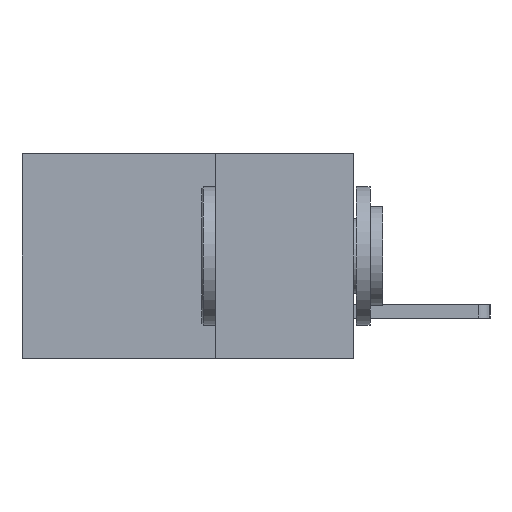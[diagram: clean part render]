
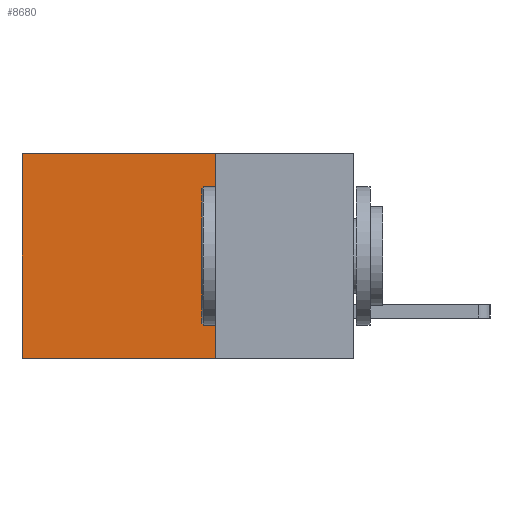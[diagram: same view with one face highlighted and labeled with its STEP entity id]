
A CAD part, left-side view. The second image highlights one B-rep face of the part: STEP entity #8680.
In plain terms, the highlighted planar face has unit normal (-1, 0, 0).
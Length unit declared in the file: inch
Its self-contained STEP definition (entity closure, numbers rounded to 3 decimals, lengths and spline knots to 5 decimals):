
#366 = VECTOR ( 'NONE', #8289, 39.37008 ) ;
#709 = ORIENTED_EDGE ( 'NONE', *, *, #3257, .F. ) ;
#1137 = CARTESIAN_POINT ( 'NONE',  ( 0.2875, 0.25, 0. ) ) ;
#1260 = EDGE_LOOP ( 'NONE', ( #12442, #709, #6639, #5141 ) ) ;
#1332 = LINE ( 'NONE', #2400, #4670 ) ;
#1519 = CARTESIAN_POINT ( 'NONE',  ( 0.2875, 0.6, -0.37 ) ) ;
#2162 = AXIS2_PLACEMENT_3D ( 'NONE', #5006, #4002, #3193 ) ;
#2400 = CARTESIAN_POINT ( 'NONE',  ( 0.2875, 0.6, 0. ) ) ;
#2802 = VECTOR ( 'NONE', #11359, 39.37008 ) ;
#3147 = EDGE_CURVE ( 'NONE', #6395, #12610, #8685, .T. ) ;
#3193 = DIRECTION ( 'NONE',  ( 0., 0., -1. ) ) ;
#3257 = EDGE_CURVE ( 'NONE', #12610, #8925, #5490, .T. ) ;
#3881 = FACE_OUTER_BOUND ( 'NONE', #1260, .T. ) ;
#4002 = DIRECTION ( 'NONE',  ( 1., 0., 0. ) ) ;
#4670 = VECTOR ( 'NONE', #6409, 39.37008 ) ;
#4746 = DIRECTION ( 'NONE',  ( 0., 0., -1. ) ) ;
#5006 = CARTESIAN_POINT ( 'NONE',  ( 0.2875, 0.25, 0. ) ) ;
#5141 = ORIENTED_EDGE ( 'NONE', *, *, #9091, .T. ) ;
#5490 = LINE ( 'NONE', #11436, #366 ) ;
#6395 = VERTEX_POINT ( 'NONE', #6719 ) ;
#6409 = DIRECTION ( 'NONE',  ( 0., 0., -1. ) ) ;
#6639 = ORIENTED_EDGE ( 'NONE', *, *, #3147, .F. ) ;
#6687 = CARTESIAN_POINT ( 'NONE',  ( 0.2875, 0.25, 0. ) ) ;
#6719 = CARTESIAN_POINT ( 'NONE',  ( 0.2875, 0.25, 0. ) ) ;
#6959 = CARTESIAN_POINT ( 'NONE',  ( 0.2875, 0.25, -0.37 ) ) ;
#8210 = VERTEX_POINT ( 'NONE', #9044 ) ;
#8289 = DIRECTION ( 'NONE',  ( 0., 1., 0. ) ) ;
#8680 = ADVANCED_FACE ( 'NONE', ( #3881 ), #8967, .F. ) ;
#8685 = LINE ( 'NONE', #6687, #9862 ) ;
#8925 = VERTEX_POINT ( 'NONE', #1519 ) ;
#8967 = PLANE ( 'NONE',  #2162 ) ;
#9044 = CARTESIAN_POINT ( 'NONE',  ( 0.2875, 0.6, 0. ) ) ;
#9091 = EDGE_CURVE ( 'NONE', #6395, #8210, #11425, .T. ) ;
#9862 = VECTOR ( 'NONE', #4746, 39.37008 ) ;
#11359 = DIRECTION ( 'NONE',  ( 0., 1., 0. ) ) ;
#11425 = LINE ( 'NONE', #1137, #2802 ) ;
#11436 = CARTESIAN_POINT ( 'NONE',  ( 0.2875, 0.25, -0.37 ) ) ;
#11776 = EDGE_CURVE ( 'NONE', #8210, #8925, #1332, .T. ) ;
#12442 = ORIENTED_EDGE ( 'NONE', *, *, #11776, .T. ) ;
#12610 = VERTEX_POINT ( 'NONE', #6959 ) ;
